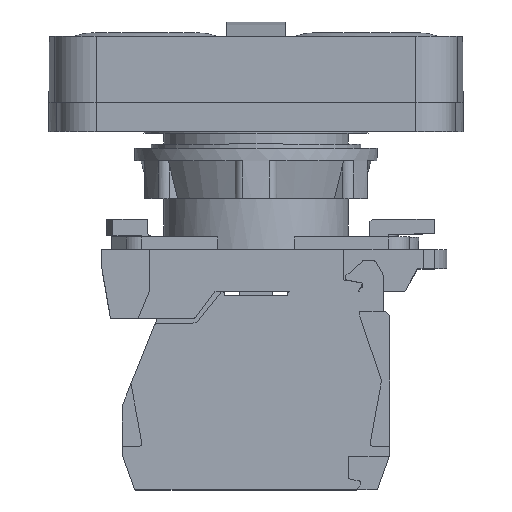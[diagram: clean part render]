
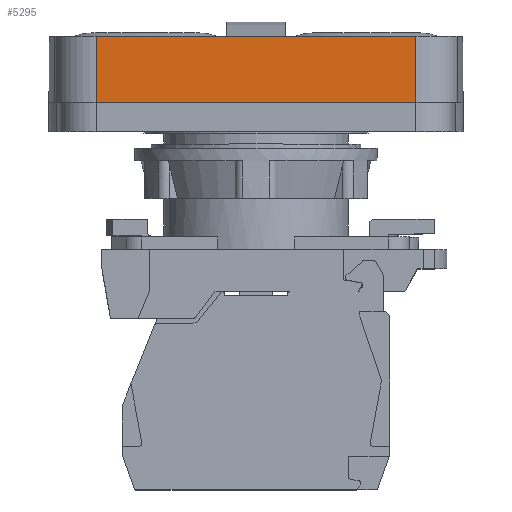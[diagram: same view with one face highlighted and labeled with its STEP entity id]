
A CAD part, top view. The second image highlights one B-rep face of the part: STEP entity #5295.
In plain terms, the highlighted planar face has unit normal (0, 0, 1).
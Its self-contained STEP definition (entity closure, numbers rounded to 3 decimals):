
#5295=ADVANCED_FACE('',(#10125),#10127,.T.);
#10125=FACE_BOUND('',#10126,.T.);
#10126=EDGE_LOOP('',(#14007,#14008,#14009,#14010));
#10127=PLANE('',#10128);
#10128=AXIS2_PLACEMENT_3D('',#10129,#10130,#10131);
#10129=CARTESIAN_POINT('',(-19.099,25.5,14.75));
#10130=DIRECTION('',(0.,0.,1.));
#10131=DIRECTION('',(1.,0.,0.));
#14007=ORIENTED_EDGE('',*,*,#16071,.F.);
#14008=ORIENTED_EDGE('',*,*,#16072,.F.);
#14009=ORIENTED_EDGE('',*,*,#16073,.T.);
#14010=ORIENTED_EDGE('',*,*,#16058,.T.);
#16058=EDGE_CURVE('',#19007,#19005,#19008,.T.);
#16071=EDGE_CURVE('',#19026,#19005,#19028,.T.);
#16072=EDGE_CURVE('',#19029,#19026,#19030,.T.);
#16073=EDGE_CURVE('',#19029,#19007,#19031,.T.);
#19005=VERTEX_POINT('',#26410);
#19007=VERTEX_POINT('',#26415);
#19008=LINE('',#26416,#26417);
#19026=VERTEX_POINT('',#26463);
#19028=LINE('',#26468,#26469);
#19029=VERTEX_POINT('',#26471);
#19030=LINE('',#26472,#26473);
#19031=LINE('',#26475,#26476);
#26410=CARTESIAN_POINT('',(19.099,17.6,14.75));
#26415=CARTESIAN_POINT('',(-19.099,17.6,14.75));
#26416=CARTESIAN_POINT('',(-19.099,17.6,14.75));
#26417=VECTOR('',#26418,1.);
#26418=DIRECTION('',(1.,0.,0.));
#26463=CARTESIAN_POINT('',(19.099,25.5,14.75));
#26468=CARTESIAN_POINT('',(19.099,25.5,14.75));
#26469=VECTOR('',#26470,1.);
#26470=DIRECTION('',(0.,-1.,0.));
#26471=CARTESIAN_POINT('',(-19.099,25.5,14.75));
#26472=CARTESIAN_POINT('',(-19.099,25.5,14.75));
#26473=VECTOR('',#26474,1.);
#26474=DIRECTION('',(1.,0.,0.));
#26475=CARTESIAN_POINT('',(-19.099,25.5,14.75));
#26476=VECTOR('',#26477,1.);
#26477=DIRECTION('',(0.,-1.,0.));
